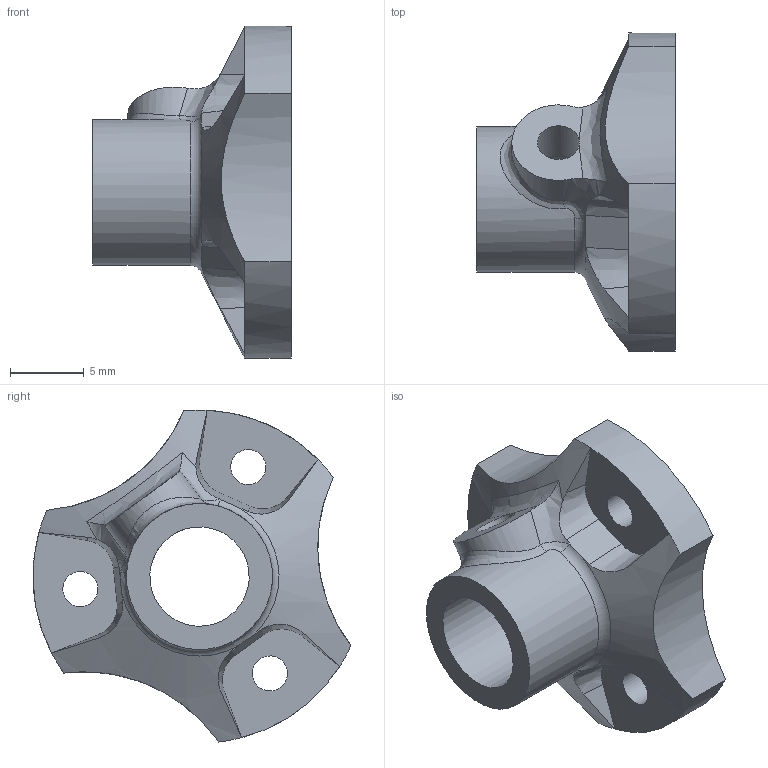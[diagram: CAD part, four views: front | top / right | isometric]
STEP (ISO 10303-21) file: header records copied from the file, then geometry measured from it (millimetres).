
FILE_DESCRIPTION(/* description */ ('STEP AP214'),/* implementation_level */ '2;1');
FILE_NAME(/* name */ '62525c64ecdeb77adb8bb2cf',/* time_stamp */ '2022-04-10T04:26:13+00:00',/* author */ (''),/* organization */ (''),/* preprocessor_version */ 'ST-DEVELOPER v18.101',/* originating_system */ ' ',/* authorisation */ ' ');
FILE_SCHEMA (('AUTOMOTIVE_DESIGN {1 0 10303 214 3 1 1}'));
Length unit declared in the file: metre
Products named in the file (1): Bracket
Bounding box: 13.49 x 21.59 x 22.55 mm (x, y, z)
Volume: 1609.2 mm3; surface area: 1518.2 mm2
Topology: 1 solids, 1 shells, 46 faces, 125 edges, 80 vertices
Faces by surface type: plane 15, cylinder 13, cone 11, bspline 6, torus 1
Full cylindrical faces by diameter (mm): 2.381 x3, 2.845 x1, 6.747 x1, 9.922 x1
Entity records: 1627 total; most frequent: CARTESIAN_POINT 539, ORIENTED_EDGE 234, DIRECTION 191, EDGE_CURVE 117, AXIS2_PLACEMENT_3D 82, VERTEX_POINT 78, EDGE_LOOP 61, FACE_BOUND 61
